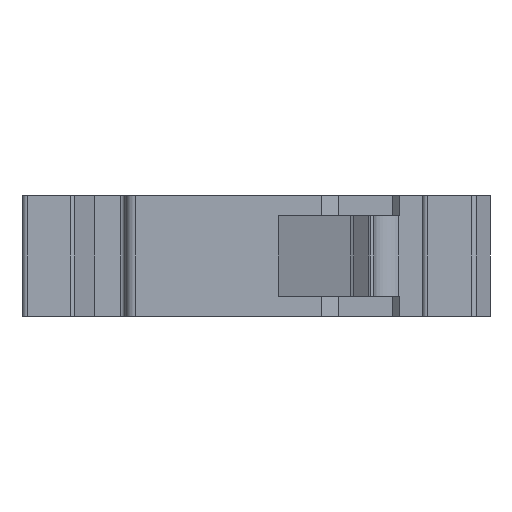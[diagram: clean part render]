
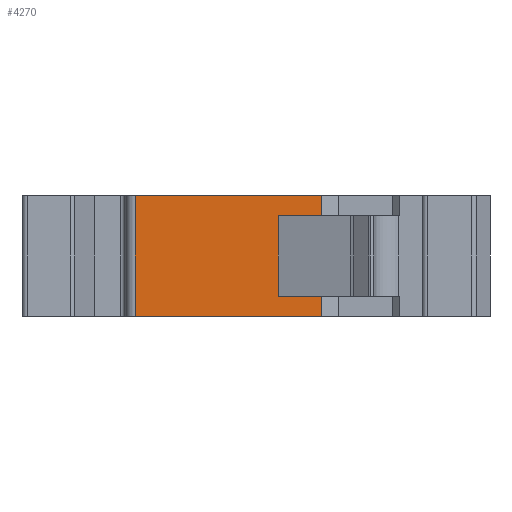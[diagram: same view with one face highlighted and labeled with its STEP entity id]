
A CAD part, front view. The second image highlights one B-rep face of the part: STEP entity #4270.
In plain terms, the highlighted planar face has unit normal (0, -1, 0).
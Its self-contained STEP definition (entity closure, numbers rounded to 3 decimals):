
#900=CARTESIAN_POINT('',(9.118,-3.7,-10.));
#910=VERTEX_POINT('',#900);
#940=CARTESIAN_POINT('',(0.,-3.7,-10.));
#950=DIRECTION('',(-1.,0.,0.));
#960=VECTOR('',#950,1.);
#970=LINE('',#940,#960);
#980=CARTESIAN_POINT('',(4.85,-3.7,-10.));
#990=VERTEX_POINT('',#980);
#1000=EDGE_CURVE('',#910,#990,#970,.T.);
#1710=CARTESIAN_POINT('',(9.118,-3.7,0.));
#1720=DIRECTION('',(0.,0.,-1.));
#1730=VECTOR('',#1720,1.);
#1740=LINE('',#1710,#1730);
#1750=CARTESIAN_POINT('',(9.118,-3.7,0.));
#1760=VERTEX_POINT('',#1750);
#1770=CARTESIAN_POINT('',(9.118,-3.7,-2.));
#1780=VERTEX_POINT('',#1770);
#1790=EDGE_CURVE('',#1760,#1780,#1740,.T.);
#3740=CARTESIAN_POINT('',(4.85,-3.7,-12.));
#3750=DIRECTION('',(0.,1.,-0.));
#3760=DIRECTION('',(-1.,0.,0.));
#3770=AXIS2_PLACEMENT_3D('',#3740,#3750,#3760);
#3780=PLANE('',#3770);
#3790=CARTESIAN_POINT('',(0.,-3.7,-12.));
#3800=DIRECTION('',(-1.,0.,0.));
#3810=VECTOR('',#3800,1.);
#3820=LINE('',#3790,#3810);
#3830=CARTESIAN_POINT('',(9.118,-3.7,-12.));
#3840=VERTEX_POINT('',#3830);
#3850=CARTESIAN_POINT('',(-9.35,-3.7,-12.));
#3860=VERTEX_POINT('',#3850);
#3870=EDGE_CURVE('',#3840,#3860,#3820,.T.);
#3880=ORIENTED_EDGE('',*,*,#3870,.F.);
#3890=CARTESIAN_POINT('',(-9.35,-3.7,0.));
#3900=DIRECTION('',(0.,0.,1.));
#3910=VECTOR('',#3900,1.);
#3920=LINE('',#3890,#3910);
#3930=CARTESIAN_POINT('',(-9.35,-3.7,0.));
#3940=VERTEX_POINT('',#3930);
#3950=EDGE_CURVE('',#3860,#3940,#3920,.T.);
#3960=ORIENTED_EDGE('',*,*,#3950,.F.);
#3970=CARTESIAN_POINT('',(0.,-3.7,0.));
#3980=DIRECTION('',(-1.,0.,0.));
#3990=VECTOR('',#3980,1.);
#4000=LINE('',#3970,#3990);
#4010=EDGE_CURVE('',#1760,#3940,#4000,.T.);
#4020=ORIENTED_EDGE('',*,*,#4010,.T.);
#4030=ORIENTED_EDGE('',*,*,#1790,.F.);
#4040=CARTESIAN_POINT('',(0.,-3.7,-2.));
#4050=DIRECTION('',(1.,0.,0.));
#4060=VECTOR('',#4050,1.);
#4070=LINE('',#4040,#4060);
#4080=CARTESIAN_POINT('',(4.85,-3.7,-2.));
#4090=VERTEX_POINT('',#4080);
#4100=EDGE_CURVE('',#4090,#1780,#4070,.T.);
#4110=ORIENTED_EDGE('',*,*,#4100,.T.);
#4120=CARTESIAN_POINT('',(4.85,-3.7,0.));
#4130=DIRECTION('',(0.,0.,1.));
#4140=VECTOR('',#4130,1.);
#4150=LINE('',#4120,#4140);
#4160=EDGE_CURVE('',#990,#4090,#4150,.T.);
#4170=ORIENTED_EDGE('',*,*,#4160,.T.);
#4180=ORIENTED_EDGE('',*,*,#1000,.T.);
#4190=CARTESIAN_POINT('',(9.118,-3.7,0.));
#4200=DIRECTION('',(0.,0.,1.));
#4210=VECTOR('',#4200,1.);
#4220=LINE('',#4190,#4210);
#4230=EDGE_CURVE('',#3840,#910,#4220,.T.);
#4240=ORIENTED_EDGE('',*,*,#4230,.T.);
#4250=EDGE_LOOP('',(#4240,#4180,#4170,#4110,#4030,#4020,#3960,#3880));
#4260=FACE_OUTER_BOUND('',#4250,.T.);
#4270=ADVANCED_FACE('',(#4260),#3780,.F.);
